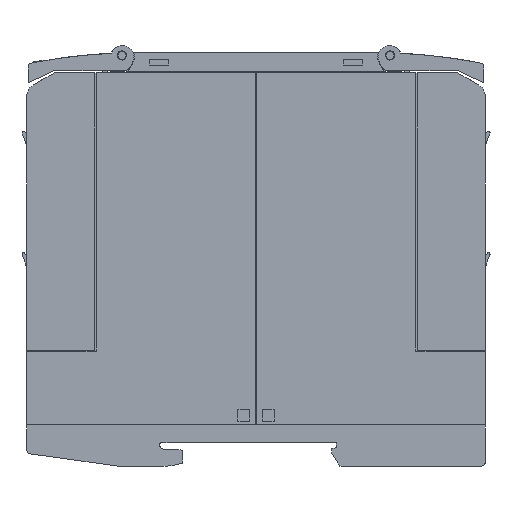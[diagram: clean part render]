
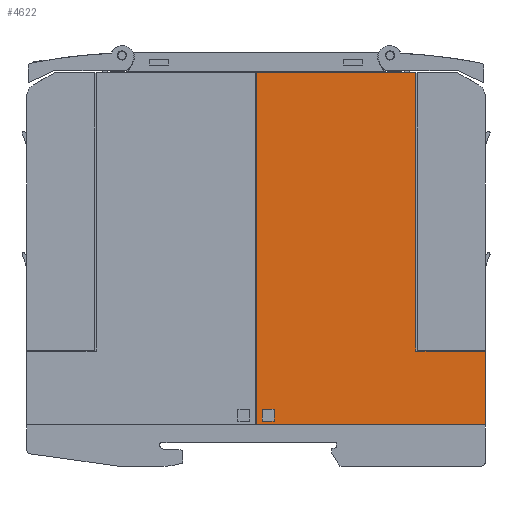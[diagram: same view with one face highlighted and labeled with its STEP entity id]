
A CAD part, left-side view. The second image highlights one B-rep face of the part: STEP entity #4622.
In plain terms, the highlighted planar face has unit normal (-1, 0, 0).
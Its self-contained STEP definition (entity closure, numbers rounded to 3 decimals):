
#4622=ADVANCED_FACE('',(#9415,#9416),#9417,.T.);
#9415=FACE_BOUND('',#14277,.T.);
#9416=FACE_OUTER_BOUND('',#14278,.T.);
#9417=PLANE('',#14279);
#14277=EDGE_LOOP('',(#29018,#29019,#29020,#29021));
#14278=EDGE_LOOP('',(#29022,#29023,#29024,#29025,#29026,#29027));
#14279=AXIS2_PLACEMENT_3D('',#29028,#29029,#29030);
#29018=ORIENTED_EDGE('',*,*,#35456,.T.);
#29019=ORIENTED_EDGE('',*,*,#35432,.T.);
#29020=ORIENTED_EDGE('',*,*,#35440,.T.);
#29021=ORIENTED_EDGE('',*,*,#35453,.T.);
#29022=ORIENTED_EDGE('',*,*,#30218,.T.);
#29023=ORIENTED_EDGE('',*,*,#35458,.T.);
#29024=ORIENTED_EDGE('',*,*,#35466,.T.);
#29025=ORIENTED_EDGE('',*,*,#35446,.F.);
#29026=ORIENTED_EDGE('',*,*,#35467,.T.);
#29027=ORIENTED_EDGE('',*,*,#35462,.T.);
#29028=CARTESIAN_POINT('',(0.0,25.98,9.001));
#29029=DIRECTION('',(-1.0,0.0,0.0));
#29030=DIRECTION('',(0.0,-1.0,0.0));
#30218=EDGE_CURVE('',#36533,#36537,#36539,.T.);
#35432=EDGE_CURVE('',#44287,#44285,#44288,.T.);
#35440=EDGE_CURVE('',#44285,#44296,#44298,.T.);
#35446=EDGE_CURVE('',#44307,#44309,#44310,.T.);
#35453=EDGE_CURVE('',#44296,#44319,#44321,.T.);
#35456=EDGE_CURVE('',#44319,#44287,#44324,.T.);
#35458=EDGE_CURVE('',#36537,#44326,#44327,.T.);
#35462=EDGE_CURVE('',#44332,#36533,#44333,.T.);
#35466=EDGE_CURVE('',#44326,#44309,#44338,.T.);
#35467=EDGE_CURVE('',#44307,#44332,#44339,.T.);
#36533=VERTEX_POINT('',#45983);
#36537=VERTEX_POINT('',#45989);
#36539=LINE('',#45992,#45993);
#44285=VERTEX_POINT('',#57563);
#44287=VERTEX_POINT('',#57566);
#44288=LINE('',#57567,#57568);
#44296=VERTEX_POINT('',#57580);
#44298=LINE('',#57583,#57584);
#44307=VERTEX_POINT('',#57596);
#44309=VERTEX_POINT('',#57599);
#44310=LINE('',#57600,#57601);
#44319=VERTEX_POINT('',#57614);
#44321=LINE('',#57617,#57618);
#44324=LINE('',#57622,#57623);
#44326=VERTEX_POINT('',#57625);
#44327=LINE('',#57626,#57627);
#44332=VERTEX_POINT('',#57634);
#44333=LINE('',#57635,#57636);
#44338=LINE('',#57643,#57644);
#44339=LINE('',#57645,#57646);
#45983=CARTESIAN_POINT('',(0.0,1.03,25.101));
#45989=CARTESIAN_POINT('',(0.0,16.13,25.101));
#45992=CARTESIAN_POINT('',(0.0,17.255,25.101));
#45993=VECTOR('',#58631,1.0);
#57563=CARTESIAN_POINT('',(0.0,47.03,12.401));
#57566=CARTESIAN_POINT('',(0.0,49.63,12.401));
#57567=CARTESIAN_POINT('',(0.0,37.155,12.401));
#57568=VECTOR('',#63487,1.0);
#57580=CARTESIAN_POINT('',(0.0,47.03,9.801));
#57583=CARTESIAN_POINT('',(0.0,47.03,10.051));
#57584=VECTOR('',#63493,1.0);
#57596=CARTESIAN_POINT('',(0.0,50.93,9.001));
#57599=CARTESIAN_POINT('',(0.0,50.93,85.801));
#57600=CARTESIAN_POINT('',(0.0,50.93,9.001));
#57601=VECTOR('',#63498,1.0);
#57614=CARTESIAN_POINT('',(0.0,49.63,9.801));
#57617=CARTESIAN_POINT('',(0.0,37.155,9.801));
#57618=VECTOR('',#63504,1.0);
#57622=CARTESIAN_POINT('',(0.0,49.63,10.051));
#57623=VECTOR('',#63506,1.0);
#57625=CARTESIAN_POINT('',(0.0,16.13,85.801));
#57626=CARTESIAN_POINT('',(0.0,16.13,32.226));
#57627=VECTOR('',#63507,1.0);
#57634=CARTESIAN_POINT('',(0.0,1.03,9.001));
#57635=CARTESIAN_POINT('',(0.0,1.03,9.001));
#57636=VECTOR('',#63510,1.0);
#57643=CARTESIAN_POINT('',(0.0,50.93,85.801));
#57644=VECTOR('',#63513,1.0);
#57645=CARTESIAN_POINT('',(0.0,50.93,9.001));
#57646=VECTOR('',#63514,1.0);
#58631=DIRECTION('',(0.0,1.0,-0.0));
#63487=DIRECTION('',(-0.0,-1.0,-0.0));
#63493=DIRECTION('',(-0.0,-0.0,-1.0));
#63498=DIRECTION('',(0.0,0.0,1.0));
#63504=DIRECTION('',(0.0,1.0,-0.0));
#63506=DIRECTION('',(0.0,0.0,1.0));
#63507=DIRECTION('',(0.0,0.0,1.0));
#63510=DIRECTION('',(0.0,0.0,1.0));
#63513=DIRECTION('',(0.0,1.0,-0.0));
#63514=DIRECTION('',(0.0,-1.0,0.0));
